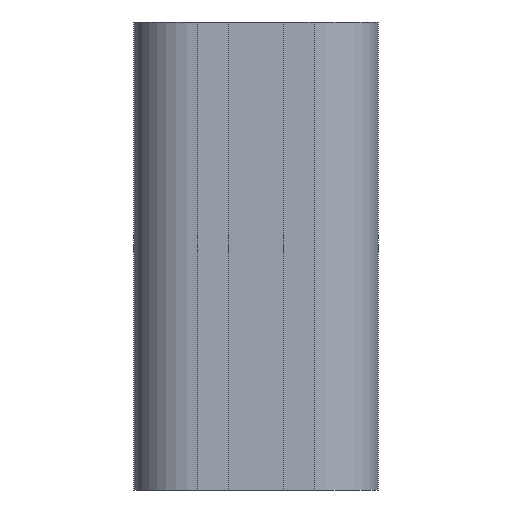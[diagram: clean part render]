
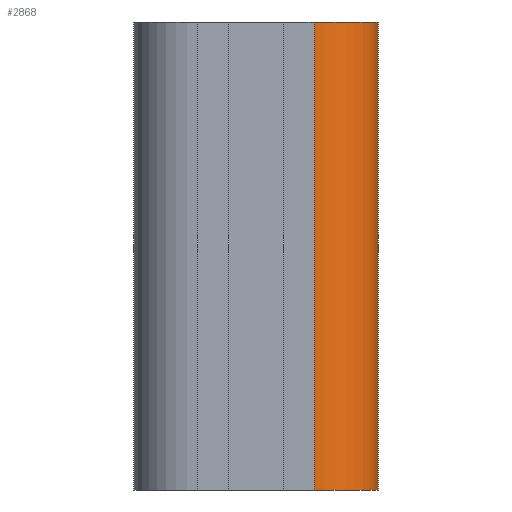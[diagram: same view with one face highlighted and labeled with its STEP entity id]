
A CAD part, left-side view. The second image highlights one B-rep face of the part: STEP entity #2868.
In plain terms, the highlighted cylindrical face has radius 5.25 mm (diameter 10.5 mm), a partial arc.
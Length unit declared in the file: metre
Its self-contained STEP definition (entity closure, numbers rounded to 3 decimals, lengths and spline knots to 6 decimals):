
#75=CYLINDRICAL_SURFACE('',#3150,0.00525);
#203=CIRCLE('',#3143,0.00525);
#206=CIRCLE('',#3151,0.00525);
#566=ORIENTED_EDGE('',*,*,#1370,.T.);
#567=ORIENTED_EDGE('',*,*,#1369,.F.);
#568=ORIENTED_EDGE('',*,*,#1358,.F.);
#569=ORIENTED_EDGE('',*,*,#1371,.T.);
#1358=EDGE_CURVE('',#1741,#1742,#203,.T.);
#1369=EDGE_CURVE('',#1742,#1749,#1965,.T.);
#1370=EDGE_CURVE('',#1750,#1749,#206,.T.);
#1371=EDGE_CURVE('',#1741,#1750,#1966,.T.);
#1741=VERTEX_POINT('',#4755);
#1742=VERTEX_POINT('',#4757);
#1749=VERTEX_POINT('',#4778);
#1750=VERTEX_POINT('',#4782);
#1965=LINE('',#4779,#2236);
#1966=LINE('',#4783,#2237);
#2236=VECTOR('',#3779,1.);
#2237=VECTOR('',#3784,1.);
#2413=EDGE_LOOP('',(#566,#567,#568,#569));
#2604=FACE_BOUND('',#2413,.T.);
#2868=ADVANCED_FACE('',(#2604),#75,.T.);
#3143=AXIS2_PLACEMENT_3D('',#4756,#3757,#3758);
#3150=AXIS2_PLACEMENT_3D('',#4780,#3780,#3781);
#3151=AXIS2_PLACEMENT_3D('',#4781,#3782,#3783);
#3757=DIRECTION('',(0.,0.,-1.));
#3758=DIRECTION('',(0.,1.,0.));
#3779=DIRECTION('',(0.,0.,1.));
#3780=DIRECTION('',(0.,0.,1.));
#3781=DIRECTION('',(0.,-1.,0.));
#3782=DIRECTION('',(0.,0.,-1.));
#3783=DIRECTION('',(0.,-1.,0.));
#3784=DIRECTION('',(0.,0.,1.));
#4755=CARTESIAN_POINT('',(0.018,-0.007,-0.03825));
#4756=CARTESIAN_POINT('',(0.01275,-0.007,-0.03825));
#4757=CARTESIAN_POINT('',(0.0075,-0.007,-0.03825));
#4778=CARTESIAN_POINT('',(0.0075,-0.007,0.));
#4779=CARTESIAN_POINT('',(0.0075,-0.007,-0.03525));
#4780=CARTESIAN_POINT('',(0.01275,-0.007,-0.03525));
#4781=CARTESIAN_POINT('',(0.01275,-0.007,0.));
#4782=CARTESIAN_POINT('',(0.018,-0.007,0.));
#4783=CARTESIAN_POINT('',(0.018,-0.007,-0.03525));
